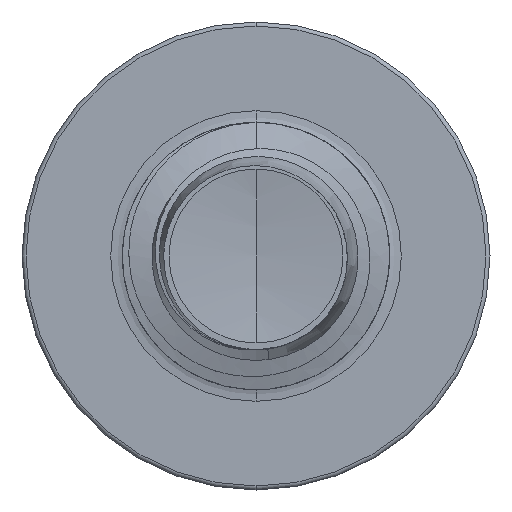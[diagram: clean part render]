
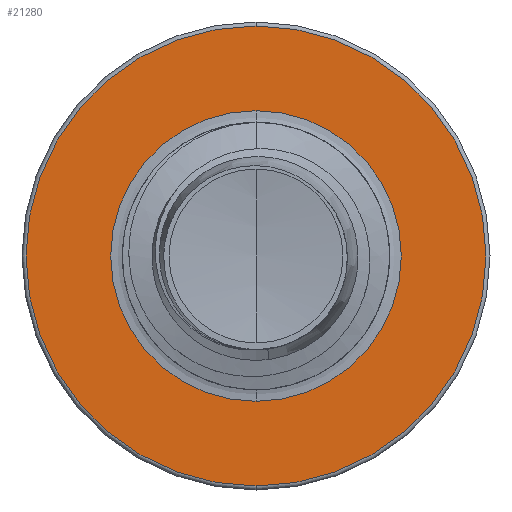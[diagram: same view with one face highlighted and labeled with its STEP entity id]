
A CAD part, front view. The second image highlights one B-rep face of the part: STEP entity #21280.
In plain terms, the highlighted planar face has unit normal (0, -1, 0).
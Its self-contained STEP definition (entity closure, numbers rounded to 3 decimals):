
#355 = FACE_OUTER_BOUND ( 'NONE', #17335, .T. ) ;
#985 = CIRCLE ( 'NONE', #12972, 2.174 ) ;
#1574 = CIRCLE ( 'NONE', #11884, 3.44 ) ;
#1763 = CARTESIAN_POINT ( 'NONE',  ( 0., 7.5, 0. ) ) ;
#1939 = DIRECTION ( 'NONE',  ( 0., 1., 0. ) ) ;
#3041 = AXIS2_PLACEMENT_3D ( 'NONE', #12944, #7646, #20126 ) ;
#3240 = ORIENTED_EDGE ( 'NONE', *, *, #12731, .T. ) ;
#3318 = EDGE_CURVE ( 'NONE', #11727, #8210, #15308, .T. ) ;
#3576 = DIRECTION ( 'NONE',  ( 0., 0., 1. ) ) ;
#4284 = CARTESIAN_POINT ( 'NONE',  ( 0., 7.5, 3.44 ) ) ;
#6330 = DIRECTION ( 'NONE',  ( 0., 1., 0. ) ) ;
#6977 = ORIENTED_EDGE ( 'NONE', *, *, #9880, .F. ) ;
#7646 = DIRECTION ( 'NONE',  ( 0., 1., 0. ) ) ;
#8210 = VERTEX_POINT ( 'NONE', #22980 ) ;
#9120 = PLANE ( 'NONE',  #3041 ) ;
#9339 = FACE_BOUND ( 'NONE', #13156, .T. ) ;
#9451 = CARTESIAN_POINT ( 'NONE',  ( 0., 7.5, 0. ) ) ;
#9880 = EDGE_CURVE ( 'NONE', #14607, #15152, #1574, .T. ) ;
#10104 = AXIS2_PLACEMENT_3D ( 'NONE', #17001, #6330, #18788 ) ;
#11228 = DIRECTION ( 'NONE',  ( 0., 0., 1. ) ) ;
#11692 = AXIS2_PLACEMENT_3D ( 'NONE', #12661, #1939, #14464 ) ;
#11727 = VERTEX_POINT ( 'NONE', #18687 ) ;
#11884 = AXIS2_PLACEMENT_3D ( 'NONE', #9451, #21925, #11228 ) ;
#12661 = CARTESIAN_POINT ( 'NONE',  ( 0., 7.5, 0. ) ) ;
#12731 = EDGE_CURVE ( 'NONE', #8210, #11727, #985, .T. ) ;
#12944 = CARTESIAN_POINT ( 'NONE',  ( 0., 7.5, -2.174 ) ) ;
#12972 = AXIS2_PLACEMENT_3D ( 'NONE', #1763, #14287, #3576 ) ;
#13156 = EDGE_LOOP ( 'NONE', ( #3240, #20673 ) ) ;
#13484 = EDGE_CURVE ( 'NONE', #15152, #14607, #16659, .T. ) ;
#14287 = DIRECTION ( 'NONE',  ( 0., 1., 0. ) ) ;
#14464 = DIRECTION ( 'NONE',  ( 0., 0., 1. ) ) ;
#14607 = VERTEX_POINT ( 'NONE', #4284 ) ;
#15152 = VERTEX_POINT ( 'NONE', #17577 ) ;
#15308 = CIRCLE ( 'NONE', #11692, 2.174 ) ;
#16659 = CIRCLE ( 'NONE', #10104, 3.44 ) ;
#17001 = CARTESIAN_POINT ( 'NONE',  ( 0., 7.5, 0. ) ) ;
#17335 = EDGE_LOOP ( 'NONE', ( #6977, #21797 ) ) ;
#17577 = CARTESIAN_POINT ( 'NONE',  ( 0., 7.5, -3.44 ) ) ;
#18687 = CARTESIAN_POINT ( 'NONE',  ( 0., 7.5, -2.174 ) ) ;
#18788 = DIRECTION ( 'NONE',  ( 0., 0., 1. ) ) ;
#20126 = DIRECTION ( 'NONE',  ( 0., 0., 1. ) ) ;
#20673 = ORIENTED_EDGE ( 'NONE', *, *, #3318, .T. ) ;
#21280 = ADVANCED_FACE ( 'NONE', ( #355, #9339 ), #9120, .F. ) ;
#21797 = ORIENTED_EDGE ( 'NONE', *, *, #13484, .F. ) ;
#21925 = DIRECTION ( 'NONE',  ( 0., 1., 0. ) ) ;
#22980 = CARTESIAN_POINT ( 'NONE',  ( 0., 7.5, 2.174 ) ) ;
